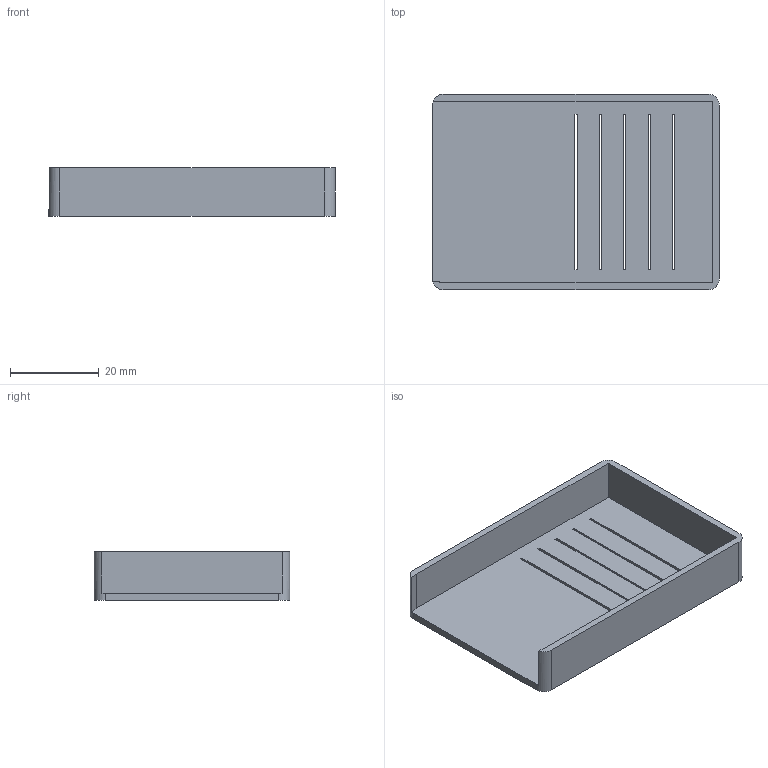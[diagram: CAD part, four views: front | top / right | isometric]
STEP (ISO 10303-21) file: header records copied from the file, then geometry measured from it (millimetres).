
FILE_DESCRIPTION( ( '' ), ' ' );
FILE_NAME( '58cf02527a1f2a0f87c94161.step', '2017-03-19T22:12:35', ( '' ), ( '' ), ' ', ' ', ' ' );
FILE_SCHEMA( ( 'AUTOMOTIVE_DESIGN { 1 0 10303 214 1 1 1 1 }' ) );
Length unit declared in the file: metre
Products named in the file (1): chip
Bounding box: 64.7 x 44.2 x 11 mm (x, y, z)
Volume: 6945.3 mm3; surface area: 9641.2 mm2
Topology: 1 solids, 1 shells, 38 faces, 108 edges, 72 vertices
Faces by surface type: plane 34, cylinder 4
Entity records: 1562 total; most frequent: CARTESIAN_POINT 219, ORIENTED_EDGE 216, DIRECTION 196, EDGE_CURVE 108, LINE 98, VECTOR 98, VERTEX_POINT 72, AXIS2_PLACEMENT_3D 49
